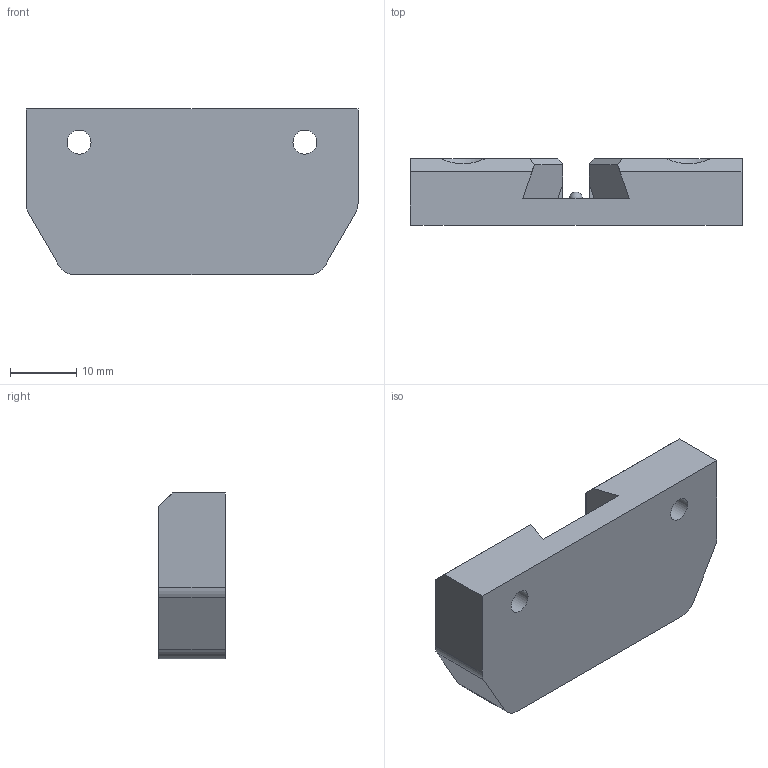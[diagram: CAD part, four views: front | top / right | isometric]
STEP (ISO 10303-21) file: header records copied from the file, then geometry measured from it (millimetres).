
FILE_DESCRIPTION( ( '' ), ' ' );
FILE_NAME( '5cafa9726e1b28179f4970f4.step', '2019-04-11T20:54:11', ( '' ), ( '' ), ' ', ' ', ' ' );
FILE_SCHEMA( ( 'AUTOMOTIVE_DESIGN { 1 0 10303 214 1 1 1 1 }' ) );
Length unit declared in the file: metre
Products named in the file (1): Pusher Mount
Bounding box: 50 x 10 x 25 mm (x, y, z)
Volume: 9696.3 mm3; surface area: 4266.1 mm2
Topology: 1 solids, 1 shells, 39 faces, 114 edges, 77 vertices
Faces by surface type: plane 28, cylinder 8, cone 2, sphere 1
Full cylindrical faces by diameter (mm): 3.6 x2, 7 x2
Entity records: 1546 total; most frequent: CARTESIAN_POINT 235, ORIENTED_EDGE 198, DIRECTION 196, EDGE_CURVE 99, LINE 78, VECTOR 78, VERTEX_POINT 70, AXIS2_PLACEMENT_3D 59
